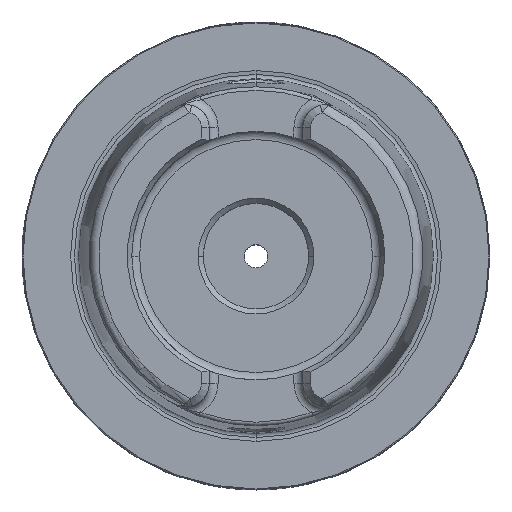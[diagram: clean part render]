
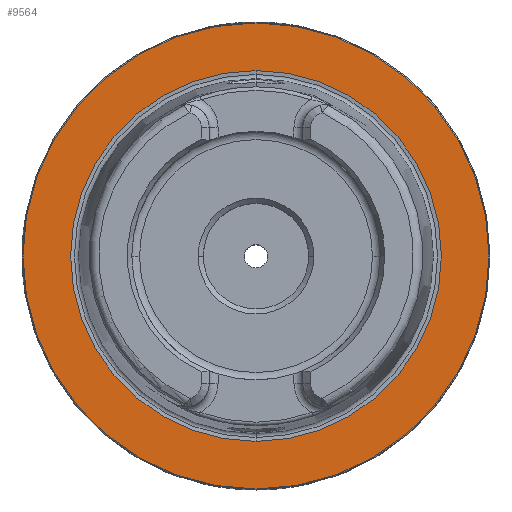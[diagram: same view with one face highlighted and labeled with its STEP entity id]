
A CAD part, top view. The second image highlights one B-rep face of the part: STEP entity #9564.
In plain terms, the highlighted planar face has unit normal (0, 0, 1).
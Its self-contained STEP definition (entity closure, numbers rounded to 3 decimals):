
#228 = DIRECTION ( 'NONE',  ( 0., 0., 1. ) ) ;
#316 = EDGE_LOOP ( 'NONE', ( #6321, #11723 ) ) ;
#704 = FACE_BOUND ( 'NONE', #3269, .T. ) ;
#720 = CIRCLE ( 'NONE', #8472, 39.59 ) ;
#834 = CARTESIAN_POINT ( 'NONE',  ( 0., 0., 0. ) ) ;
#896 = ORIENTED_EDGE ( 'NONE', *, *, #4939, .T. ) ;
#1167 = CARTESIAN_POINT ( 'NONE',  ( 0., 0., 0. ) ) ;
#1430 = CARTESIAN_POINT ( 'NONE',  ( 0., 49.765, 0. ) ) ;
#1674 = CIRCLE ( 'NONE', #11621, 49.765 ) ;
#1754 = DIRECTION ( 'NONE',  ( 0., 1., 0. ) ) ;
#1871 = CARTESIAN_POINT ( 'NONE',  ( 0., -49.765, 0. ) ) ;
#2108 = DIRECTION ( 'NONE',  ( 0., -1., 0. ) ) ;
#2859 = CARTESIAN_POINT ( 'NONE',  ( 0., 0., 0. ) ) ;
#2997 = CARTESIAN_POINT ( 'NONE',  ( 0., 0., 0. ) ) ;
#3269 = EDGE_LOOP ( 'NONE', ( #896, #8260 ) ) ;
#3694 = AXIS2_PLACEMENT_3D ( 'NONE', #5773, #228, #6737 ) ;
#3773 = AXIS2_PLACEMENT_3D ( 'NONE', #2997, #9631, #3938 ) ;
#3787 = DIRECTION ( 'NONE',  ( 0., -1., 0. ) ) ;
#3844 = VERTEX_POINT ( 'NONE', #1430 ) ;
#3938 = DIRECTION ( 'NONE',  ( 0., 1., 0. ) ) ;
#4530 = CIRCLE ( 'NONE', #4828, 49.765 ) ;
#4615 = CARTESIAN_POINT ( 'NONE',  ( 0., 39.59, 0. ) ) ;
#4734 = CIRCLE ( 'NONE', #3773, 39.59 ) ;
#4764 = EDGE_CURVE ( 'NONE', #5965, #12040, #720, .T. ) ;
#4828 = AXIS2_PLACEMENT_3D ( 'NONE', #2859, #9488, #3787 ) ;
#4939 = EDGE_CURVE ( 'NONE', #12040, #5965, #4734, .T. ) ;
#5624 = FACE_OUTER_BOUND ( 'NONE', #316, .T. ) ;
#5773 = CARTESIAN_POINT ( 'NONE',  ( 0., 49.965, 0. ) ) ;
#5965 = VERTEX_POINT ( 'NONE', #4615 ) ;
#6321 = ORIENTED_EDGE ( 'NONE', *, *, #11634, .T. ) ;
#6737 = DIRECTION ( 'NONE',  ( 0., -1., 0. ) ) ;
#7344 = DIRECTION ( 'NONE',  ( 0., 0., -1. ) ) ;
#7699 = DIRECTION ( 'NONE',  ( 0., 0., 1. ) ) ;
#7832 = VERTEX_POINT ( 'NONE', #1871 ) ;
#8260 = ORIENTED_EDGE ( 'NONE', *, *, #4764, .T. ) ;
#8472 = AXIS2_PLACEMENT_3D ( 'NONE', #834, #7344, #1754 ) ;
#9488 = DIRECTION ( 'NONE',  ( 0., 0., 1. ) ) ;
#9564 = ADVANCED_FACE ( 'NONE', ( #5624, #704 ), #11441, .T. ) ;
#9631 = DIRECTION ( 'NONE',  ( 0., 0., -1. ) ) ;
#11418 = CARTESIAN_POINT ( 'NONE',  ( 0., -39.59, 0. ) ) ;
#11441 = PLANE ( 'NONE',  #3694 ) ;
#11621 = AXIS2_PLACEMENT_3D ( 'NONE', #1167, #7699, #2108 ) ;
#11634 = EDGE_CURVE ( 'NONE', #7832, #3844, #4530, .T. ) ;
#11723 = ORIENTED_EDGE ( 'NONE', *, *, #12103, .T. ) ;
#12040 = VERTEX_POINT ( 'NONE', #11418 ) ;
#12103 = EDGE_CURVE ( 'NONE', #3844, #7832, #1674, .T. ) ;
